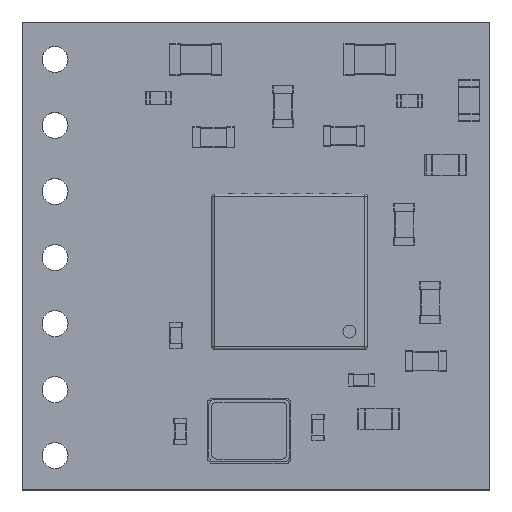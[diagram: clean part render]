
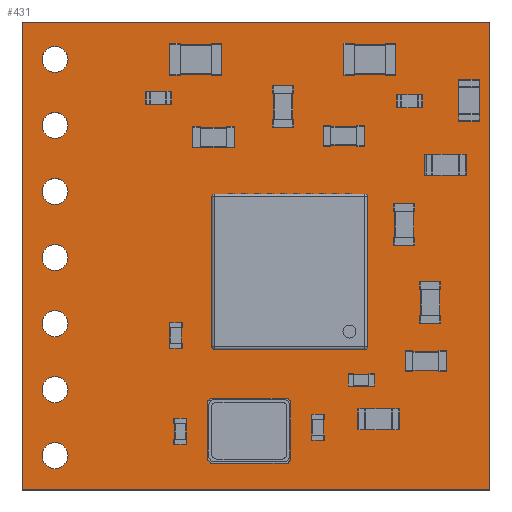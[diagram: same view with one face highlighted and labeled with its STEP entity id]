
A CAD part, top view. The second image highlights one B-rep face of the part: STEP entity #431.
In plain terms, the highlighted planar face has unit normal (0, 0, 1).
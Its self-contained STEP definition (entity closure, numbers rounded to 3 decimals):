
#81 = VERTEX_POINT('',#82);
#82 = CARTESIAN_POINT('',(120.,-99.1,0.));
#99 = VERTEX_POINT('',#100);
#100 = CARTESIAN_POINT('',(120.,-81.1,0.));
#106 = EDGE_CURVE('',#81,#99,#107,.T.);
#107 = LINE('',#108,#109);
#108 = CARTESIAN_POINT('',(120.,-99.1,0.));
#109 = VECTOR('',#110,1.);
#110 = DIRECTION('',(0.,1.,0.));
#121 = VERTEX_POINT('',#122);
#122 = CARTESIAN_POINT('',(138.,-99.1,0.));
#137 = EDGE_CURVE('',#121,#81,#138,.T.);
#138 = LINE('',#139,#140);
#139 = CARTESIAN_POINT('',(138.,-99.1,0.));
#140 = VECTOR('',#141,1.);
#141 = DIRECTION('',(-1.,0.,0.));
#161 = VERTEX_POINT('',#162);
#162 = CARTESIAN_POINT('',(138.,-81.1,0.));
#168 = EDGE_CURVE('',#99,#161,#169,.T.);
#169 = LINE('',#170,#171);
#170 = CARTESIAN_POINT('',(120.,-81.1,0.));
#171 = VECTOR('',#172,1.);
#172 = DIRECTION('',(1.,0.,0.));
#190 = EDGE_CURVE('',#161,#121,#191,.T.);
#191 = LINE('',#192,#193);
#192 = CARTESIAN_POINT('',(138.,-81.1,0.));
#193 = VECTOR('',#194,1.);
#194 = DIRECTION('',(0.,-1.,0.));
#205 = VERTEX_POINT('',#206);
#206 = CARTESIAN_POINT('',(121.77,-85.08,0.));
#222 = EDGE_CURVE('',#205,#205,#223,.T.);
#223 = CIRCLE('',#224,0.5);
#224 = AXIS2_PLACEMENT_3D('',#225,#226,#227);
#225 = CARTESIAN_POINT('',(121.27,-85.08,0.));
#226 = DIRECTION('',(0.,0.,1.));
#227 = DIRECTION('',(1.,0.,-0.));
#238 = VERTEX_POINT('',#239);
#239 = CARTESIAN_POINT('',(121.77,-82.54,0.));
#255 = EDGE_CURVE('',#238,#238,#256,.T.);
#256 = CIRCLE('',#257,0.5);
#257 = AXIS2_PLACEMENT_3D('',#258,#259,#260);
#258 = CARTESIAN_POINT('',(121.27,-82.54,0.));
#259 = DIRECTION('',(0.,0.,1.));
#260 = DIRECTION('',(1.,0.,-0.));
#271 = VERTEX_POINT('',#272);
#272 = CARTESIAN_POINT('',(121.77,-87.62,0.));
#288 = EDGE_CURVE('',#271,#271,#289,.T.);
#289 = CIRCLE('',#290,0.5);
#290 = AXIS2_PLACEMENT_3D('',#291,#292,#293);
#291 = CARTESIAN_POINT('',(121.27,-87.62,0.));
#292 = DIRECTION('',(0.,0.,1.));
#293 = DIRECTION('',(1.,0.,-0.));
#304 = VERTEX_POINT('',#305);
#305 = CARTESIAN_POINT('',(121.77,-92.7,0.));
#321 = EDGE_CURVE('',#304,#304,#322,.T.);
#322 = CIRCLE('',#323,0.5);
#323 = AXIS2_PLACEMENT_3D('',#324,#325,#326);
#324 = CARTESIAN_POINT('',(121.27,-92.7,0.));
#325 = DIRECTION('',(0.,0.,1.));
#326 = DIRECTION('',(1.,0.,-0.));
#337 = VERTEX_POINT('',#338);
#338 = CARTESIAN_POINT('',(121.77,-90.16,0.));
#354 = EDGE_CURVE('',#337,#337,#355,.T.);
#355 = CIRCLE('',#356,0.5);
#356 = AXIS2_PLACEMENT_3D('',#357,#358,#359);
#357 = CARTESIAN_POINT('',(121.27,-90.16,0.));
#358 = DIRECTION('',(0.,0.,1.));
#359 = DIRECTION('',(1.,0.,-0.));
#370 = VERTEX_POINT('',#371);
#371 = CARTESIAN_POINT('',(121.77,-97.78,0.));
#387 = EDGE_CURVE('',#370,#370,#388,.T.);
#388 = CIRCLE('',#389,0.5);
#389 = AXIS2_PLACEMENT_3D('',#390,#391,#392);
#390 = CARTESIAN_POINT('',(121.27,-97.78,0.));
#391 = DIRECTION('',(0.,0.,1.));
#392 = DIRECTION('',(1.,0.,-0.));
#403 = VERTEX_POINT('',#404);
#404 = CARTESIAN_POINT('',(121.77,-95.24,0.));
#420 = EDGE_CURVE('',#403,#403,#421,.T.);
#421 = CIRCLE('',#422,0.5);
#422 = AXIS2_PLACEMENT_3D('',#423,#424,#425);
#423 = CARTESIAN_POINT('',(121.27,-95.24,0.));
#424 = DIRECTION('',(0.,0.,1.));
#425 = DIRECTION('',(1.,0.,-0.));
#431 = ADVANCED_FACE('',(#432,#438,#441,#444,#447,#450,#453,#456),#459,
  .F.);
#432 = FACE_BOUND('',#433,.F.);
#433 = EDGE_LOOP('',(#434,#435,#436,#437));
#434 = ORIENTED_EDGE('',*,*,#106,.T.);
#435 = ORIENTED_EDGE('',*,*,#168,.T.);
#436 = ORIENTED_EDGE('',*,*,#190,.T.);
#437 = ORIENTED_EDGE('',*,*,#137,.T.);
#438 = FACE_BOUND('',#439,.F.);
#439 = EDGE_LOOP('',(#440));
#440 = ORIENTED_EDGE('',*,*,#222,.T.);
#441 = FACE_BOUND('',#442,.F.);
#442 = EDGE_LOOP('',(#443));
#443 = ORIENTED_EDGE('',*,*,#255,.T.);
#444 = FACE_BOUND('',#445,.F.);
#445 = EDGE_LOOP('',(#446));
#446 = ORIENTED_EDGE('',*,*,#288,.T.);
#447 = FACE_BOUND('',#448,.F.);
#448 = EDGE_LOOP('',(#449));
#449 = ORIENTED_EDGE('',*,*,#321,.T.);
#450 = FACE_BOUND('',#451,.F.);
#451 = EDGE_LOOP('',(#452));
#452 = ORIENTED_EDGE('',*,*,#354,.T.);
#453 = FACE_BOUND('',#454,.F.);
#454 = EDGE_LOOP('',(#455));
#455 = ORIENTED_EDGE('',*,*,#387,.T.);
#456 = FACE_BOUND('',#457,.F.);
#457 = EDGE_LOOP('',(#458));
#458 = ORIENTED_EDGE('',*,*,#420,.T.);
#459 = PLANE('',#460);
#460 = AXIS2_PLACEMENT_3D('',#461,#462,#463);
#461 = CARTESIAN_POINT('',(129.,-90.1,0.));
#462 = DIRECTION('',(-0.,-0.,-1.));
#463 = DIRECTION('',(-1.,0.,0.));
